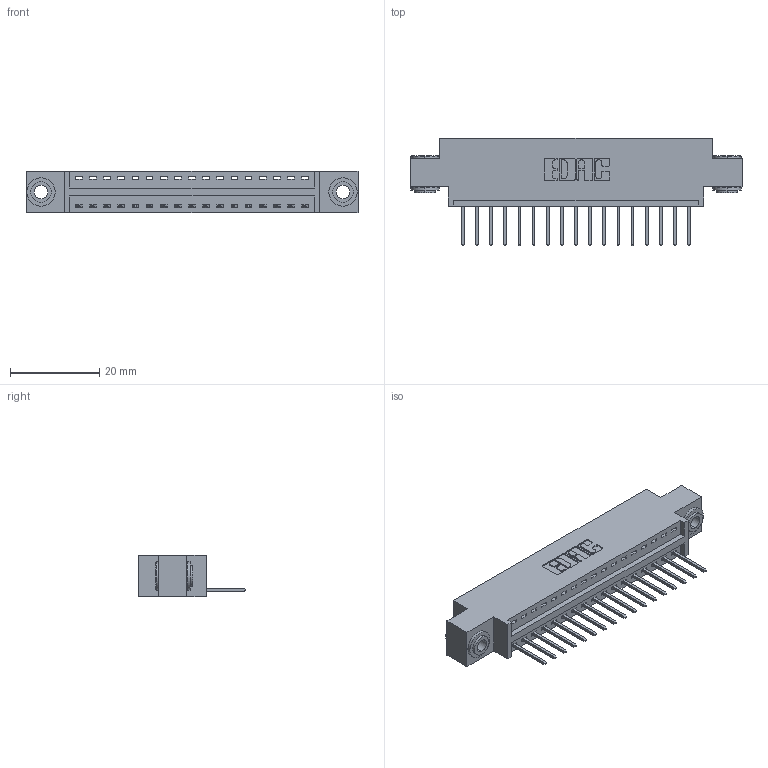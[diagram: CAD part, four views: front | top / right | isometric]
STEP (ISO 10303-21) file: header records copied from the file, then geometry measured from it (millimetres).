
FILE_DESCRIPTION (( 'STEP AP203' ), '1' );
FILE_NAME ('346-017-526-603.STEP', '2018-08-20T06:09:54', ( '' ), ( '' ), 'SwSTEP 2.0', 'SolidWorks 2016', '' );
FILE_SCHEMA (( 'CONFIG_CONTROL_DESIGN' ));
Length unit declared in the file: inch
Products named in the file (4): 346 Part_0.170 Offset - 0.156 Dia-TH; 345-292-001_345-293-126; 345-250-002_345-250-002-102; 346-017-526-603
Assembly tree (20 placements, depth 2):
  346-017-526-603
    346 Part_0.170 Offset - 0.156 Dia-TH
    345-292-001_345-293-126  x17
    345-250-002_345-250-002-102  x2
Bounding box: 74.55 x 24.13 x 9.4 mm (x, y, z)
Volume: 6815 mm3; surface area: 8611 mm2
Topology: 20 solids, 20 shells, 1150 faces, 3409 edges, 2246 vertices
Faces by surface type: plane 770, cylinder 372, cone 8
Entity records: 14716 total; most frequent: CARTESIAN_POINT 2510, ORIENTED_EDGE 2454, DIRECTION 2275, EDGE_CURVE 1227, LINE 1003, VECTOR 1003, VERTEX_POINT 814, AXIS2_PLACEMENT_3D 636
